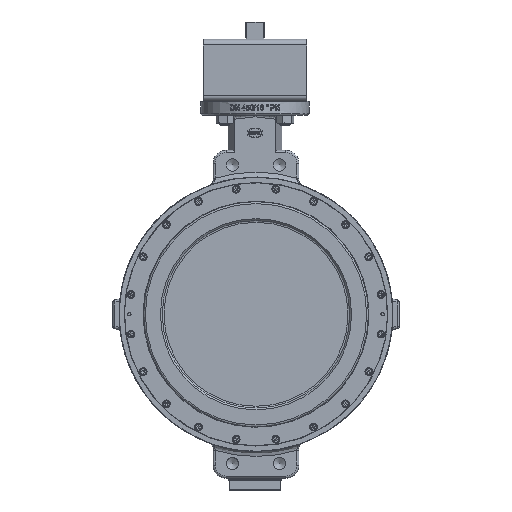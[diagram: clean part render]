
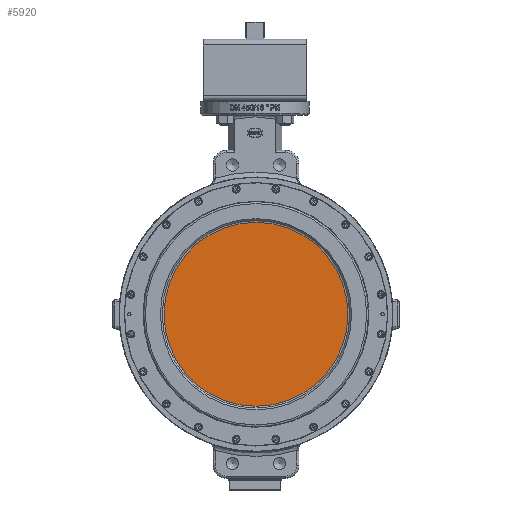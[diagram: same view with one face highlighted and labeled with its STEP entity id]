
A CAD part, front view. The second image highlights one B-rep face of the part: STEP entity #5920.
In plain terms, the highlighted planar face has unit normal (0, -1, 0).
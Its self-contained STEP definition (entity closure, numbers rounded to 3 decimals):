
#5904=CARTESIAN_POINT('',(-90.,-49.0,0.));
#5905=DIRECTION('',(0.0,1.0,0.0));
#5906=DIRECTION('',(0.0,0.0,-1.0));
#5907=AXIS2_PLACEMENT_3D('',#5904,#5905,#5906);
#5908=PLANE('',#5907);
#5909=CARTESIAN_POINT('',(-177.929,-49.0,0.));
#5910=VERTEX_POINT('',#5909);
#5911=CARTESIAN_POINT('',(0.,-49.,0.));
#5912=DIRECTION('',(0.0,1.0,0.0));
#5913=DIRECTION('',(1.0,0.0,0.0));
#5914=AXIS2_PLACEMENT_3D('',#5911,#5912,#5913);
#5915=CIRCLE('',#5914,177.929);
#5916=EDGE_CURVE('',#5910,#5910,#5915,.T.);
#5917=ORIENTED_EDGE('',*,*,#5916,.F.);
#5918=EDGE_LOOP('',(#5917));
#5919=FACE_OUTER_BOUND('',#5918,.T.);
#5920=ADVANCED_FACE('',(#5919),#5908,.F.);
